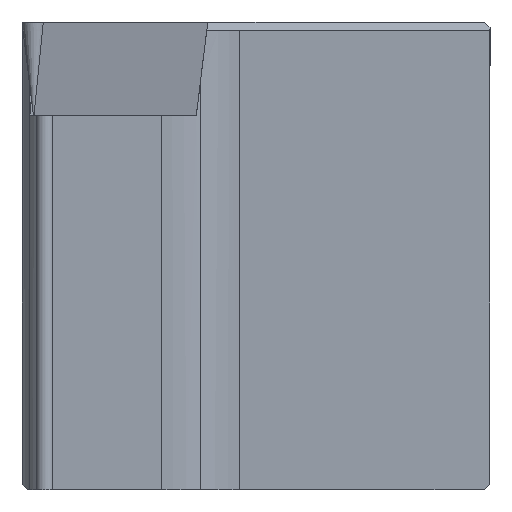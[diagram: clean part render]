
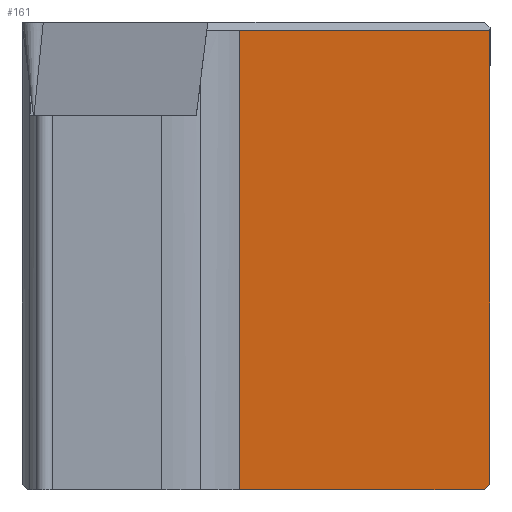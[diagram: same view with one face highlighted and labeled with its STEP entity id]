
A CAD part, left-side view. The second image highlights one B-rep face of the part: STEP entity #161.
In plain terms, the highlighted planar face has unit normal (-0.574, -0.819, 0).
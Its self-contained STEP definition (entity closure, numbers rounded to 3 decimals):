
#161=ADVANCED_FACE('',(#230),#192,.F.);
#192=PLANE('',#794);
#230=FACE_OUTER_BOUND('',#268,.T.);
#268=EDGE_LOOP('',(#430,#431,#432,#433,#434));
#430=ORIENTED_EDGE('',*,*,#558,.F.);
#431=ORIENTED_EDGE('',*,*,#576,.F.);
#432=ORIENTED_EDGE('',*,*,#593,.T.);
#433=ORIENTED_EDGE('',*,*,#539,.F.);
#434=ORIENTED_EDGE('',*,*,#529,.F.);
#465=VERTEX_POINT('',#1026);
#467=VERTEX_POINT('',#1030);
#468=VERTEX_POINT('',#1034);
#494=VERTEX_POINT('',#1091);
#497=VERTEX_POINT('',#1125);
#529=EDGE_CURVE('',#467,#465,#615,.T.);
#539=EDGE_CURVE('',#465,#468,#620,.T.);
#558=EDGE_CURVE('',#494,#467,#639,.T.);
#576=EDGE_CURVE('',#497,#494,#655,.T.);
#593=EDGE_CURVE('',#497,#468,#665,.T.);
#615=LINE('',#1031,#686);
#620=LINE('',#1051,#691);
#639=LINE('',#1092,#710);
#655=LINE('',#1126,#726);
#665=LINE('',#1159,#736);
#686=VECTOR('',#841,1.);
#691=VECTOR('',#858,1.);
#710=VECTOR('',#885,1.);
#726=VECTOR('',#931,1.);
#736=VECTOR('',#969,1.);
#794=AXIS2_PLACEMENT_3D('',#1162,#974,#975);
#841=DIRECTION('',(-0.711,0.498,-0.498));
#858=DIRECTION('',(-0.819,0.574,0.));
#885=DIRECTION('',(0.,0.,-1.));
#931=DIRECTION('',(0.819,-0.574,0.));
#969=DIRECTION('',(0.,0.,-1.));
#974=DIRECTION('',(0.574,0.819,0.));
#975=DIRECTION('',(0.819,-0.574,0.));
#1026=CARTESIAN_POINT('',(21.696,0.2,-16.));
#1030=CARTESIAN_POINT('',(21.982,0.,-15.8));
#1031=CARTESIAN_POINT('',(4.22,12.437,-28.237));
#1034=CARTESIAN_POINT('',(9.747,8.567,-16.));
#1051=CARTESIAN_POINT('',(9.747,8.567,-16.));
#1091=CARTESIAN_POINT('',(21.982,0.,-0.3));
#1092=CARTESIAN_POINT('',(21.982,0.,-40.));
#1125=CARTESIAN_POINT('',(9.747,8.567,-0.3));
#1126=CARTESIAN_POINT('',(9.747,8.567,-0.3));
#1159=CARTESIAN_POINT('',(9.747,8.567,-40.));
#1162=CARTESIAN_POINT('',(9.747,8.567,-40.));
